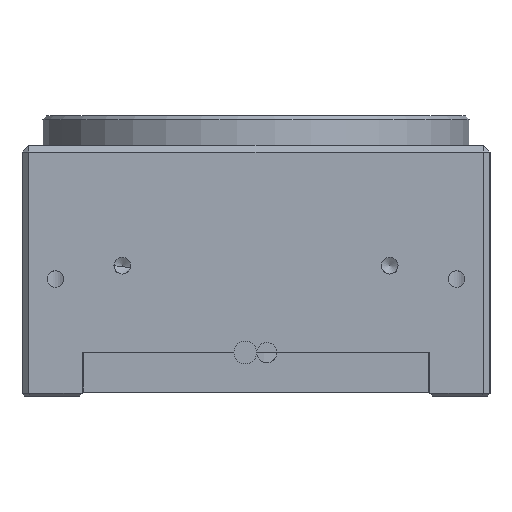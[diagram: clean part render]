
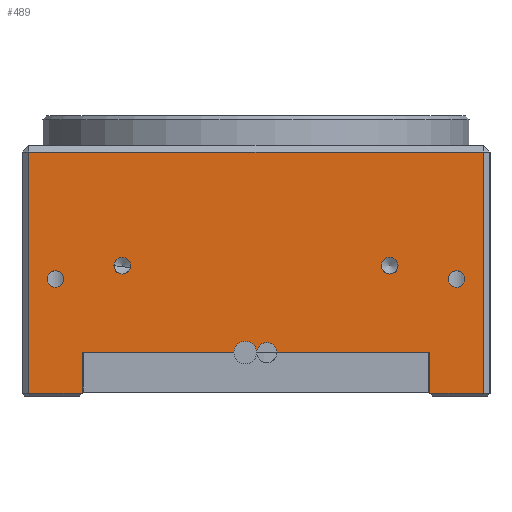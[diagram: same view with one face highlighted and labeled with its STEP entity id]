
A CAD part, left-side view. The second image highlights one B-rep face of the part: STEP entity #489.
In plain terms, the highlighted face is planar.
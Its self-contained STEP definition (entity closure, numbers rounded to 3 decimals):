
#489=ADVANCED_FACE('',(#830,#831,#832,#833,#834),#709,.F.);
#709=PLANE('',#3638);
#830=FACE_BOUND('',#1081,.T.);
#831=FACE_BOUND('',#1082,.T.);
#832=FACE_BOUND('',#1083,.T.);
#833=FACE_BOUND('',#1084,.T.);
#834=FACE_BOUND('',#1085,.T.);
#1081=EDGE_LOOP('',(#1596));
#1082=EDGE_LOOP('',(#1597));
#1083=EDGE_LOOP('',(#1598));
#1084=EDGE_LOOP('',(#1599));
#1085=EDGE_LOOP('',(#1600,#1601,#1602,#1603,#1604,#1605,#1606,#1607,#1608,
#1609,#1610,#1611));
#1436=CIRCLE('',#3632,0.625);
#1437=CIRCLE('',#3633,0.625);
#1438=CIRCLE('',#3634,0.625);
#1439=CIRCLE('',#3635,0.625);
#1440=CIRCLE('',#3636,0.75);
#1441=CIRCLE('',#3637,0.75);
#1596=ORIENTED_EDGE('',*,*,#2758,.T.);
#1597=ORIENTED_EDGE('',*,*,#2759,.T.);
#1598=ORIENTED_EDGE('',*,*,#2760,.T.);
#1599=ORIENTED_EDGE('',*,*,#2761,.T.);
#1600=ORIENTED_EDGE('',*,*,#2762,.F.);
#1601=ORIENTED_EDGE('',*,*,#2763,.T.);
#1602=ORIENTED_EDGE('',*,*,#2764,.T.);
#1603=ORIENTED_EDGE('',*,*,#2765,.T.);
#1604=ORIENTED_EDGE('',*,*,#2766,.T.);
#1605=ORIENTED_EDGE('',*,*,#2767,.T.);
#1606=ORIENTED_EDGE('',*,*,#2768,.F.);
#1607=ORIENTED_EDGE('',*,*,#2769,.T.);
#1608=ORIENTED_EDGE('',*,*,#2770,.F.);
#1609=ORIENTED_EDGE('',*,*,#2771,.T.);
#1610=ORIENTED_EDGE('',*,*,#2772,.F.);
#1611=ORIENTED_EDGE('',*,*,#2773,.T.);
#2444=VERTEX_POINT('',#5337);
#2445=VERTEX_POINT('',#5339);
#2446=VERTEX_POINT('',#5341);
#2447=VERTEX_POINT('',#5343);
#2448=VERTEX_POINT('',#5345);
#2449=VERTEX_POINT('',#5346);
#2450=VERTEX_POINT('',#5348);
#2451=VERTEX_POINT('',#5350);
#2452=VERTEX_POINT('',#5352);
#2453=VERTEX_POINT('',#5354);
#2454=VERTEX_POINT('',#5356);
#2455=VERTEX_POINT('',#5358);
#2456=VERTEX_POINT('',#5360);
#2457=VERTEX_POINT('',#5362);
#2458=VERTEX_POINT('',#5364);
#2459=VERTEX_POINT('',#5366);
#2758=EDGE_CURVE('',#2444,#2444,#1436,.T.);
#2759=EDGE_CURVE('',#2445,#2445,#1437,.T.);
#2760=EDGE_CURVE('',#2446,#2446,#1438,.T.);
#2761=EDGE_CURVE('',#2447,#2447,#1439,.T.);
#2762=EDGE_CURVE('',#2448,#2449,#3164,.T.);
#2763=EDGE_CURVE('',#2448,#2450,#3165,.T.);
#2764=EDGE_CURVE('',#2450,#2451,#3166,.T.);
#2765=EDGE_CURVE('',#2451,#2452,#3167,.T.);
#2766=EDGE_CURVE('',#2452,#2453,#3168,.T.);
#2767=EDGE_CURVE('',#2453,#2454,#3169,.T.);
#2768=EDGE_CURVE('',#2455,#2454,#3170,.T.);
#2769=EDGE_CURVE('',#2455,#2456,#3171,.T.);
#2770=EDGE_CURVE('',#2457,#2456,#1440,.T.);
#2771=EDGE_CURVE('',#2457,#2458,#3172,.T.);
#2772=EDGE_CURVE('',#2459,#2458,#1441,.T.);
#2773=EDGE_CURVE('',#2459,#2449,#3173,.T.);
#3164=LINE('',#5344,#3394);
#3165=LINE('',#5347,#3395);
#3166=LINE('',#5349,#3396);
#3167=LINE('',#5351,#3397);
#3168=LINE('',#5353,#3398);
#3169=LINE('',#5355,#3399);
#3170=LINE('',#5357,#3400);
#3171=LINE('',#5359,#3401);
#3172=LINE('',#5363,#3402);
#3173=LINE('',#5367,#3403);
#3394=VECTOR('',#4064,1.);
#3395=VECTOR('',#4065,1.);
#3396=VECTOR('',#4066,1.);
#3397=VECTOR('',#4067,1.);
#3398=VECTOR('',#4068,1.);
#3399=VECTOR('',#4069,1.);
#3400=VECTOR('',#4070,1.);
#3401=VECTOR('',#4071,1.);
#3402=VECTOR('',#4074,1.);
#3403=VECTOR('',#4077,1.);
#3632=AXIS2_PLACEMENT_3D('',#5336,#4056,#4057);
#3633=AXIS2_PLACEMENT_3D('',#5338,#4058,#4059);
#3634=AXIS2_PLACEMENT_3D('',#5340,#4060,#4061);
#3635=AXIS2_PLACEMENT_3D('',#5342,#4062,#4063);
#3636=AXIS2_PLACEMENT_3D('',#5361,#4072,#4073);
#3637=AXIS2_PLACEMENT_3D('',#5365,#4075,#4076);
#3638=AXIS2_PLACEMENT_3D('',#5368,#4078,#4079);
#4056=DIRECTION('',(0.,1.,0.));
#4057=DIRECTION('',(-1.,0.,0.));
#4058=DIRECTION('',(0.,1.,0.));
#4059=DIRECTION('',(-1.,0.,0.));
#4060=DIRECTION('',(0.,1.,0.));
#4061=DIRECTION('',(0.,0.,1.));
#4062=DIRECTION('',(0.,1.,0.));
#4063=DIRECTION('',(0.,0.,1.));
#4064=DIRECTION('',(0.,0.,1.));
#4065=DIRECTION('',(1.,0.,0.));
#4066=DIRECTION('',(0.,0.,1.));
#4067=DIRECTION('',(-1.,0.,0.));
#4068=DIRECTION('',(0.,0.,-1.));
#4069=DIRECTION('',(1.,0.,0.));
#4070=DIRECTION('',(0.,0.,-1.));
#4071=DIRECTION('',(1.,0.,0.));
#4072=DIRECTION('',(0.,-1.,0.));
#4073=DIRECTION('',(1.,0.,0.));
#4074=DIRECTION('',(1.,0.,0.));
#4075=DIRECTION('',(0.,-1.,0.));
#4076=DIRECTION('',(1.,0.,0.));
#4077=DIRECTION('',(1.,0.,0.));
#4078=DIRECTION('',(0.,1.,0.));
#4079=DIRECTION('',(-1.,0.,0.));
#5336=CARTESIAN_POINT('',(-10.,-20.,8.));
#5337=CARTESIAN_POINT('',(-10.625,-20.,8.));
#5338=CARTESIAN_POINT('',(10.,-20.,8.));
#5339=CARTESIAN_POINT('',(9.375,-20.,8.));
#5340=CARTESIAN_POINT('',(-15.,-20.,7.));
#5341=CARTESIAN_POINT('',(-15.,-20.,7.625));
#5342=CARTESIAN_POINT('',(15.,-20.,7.));
#5343=CARTESIAN_POINT('',(15.,-20.,7.625));
#5344=CARTESIAN_POINT('',(13.,-20.,14.));
#5345=CARTESIAN_POINT('',(13.,-20.,-1.55));
#5346=CARTESIAN_POINT('',(13.,-20.,1.5));
#5347=CARTESIAN_POINT('',(-17.5,-20.,-1.55));
#5348=CARTESIAN_POINT('',(17.,-20.,-1.55));
#5349=CARTESIAN_POINT('',(17.,-20.,14.));
#5350=CARTESIAN_POINT('',(17.,-20.,16.5));
#5351=CARTESIAN_POINT('',(-17.5,-20.,16.5));
#5352=CARTESIAN_POINT('',(-17.,-20.,16.5));
#5353=CARTESIAN_POINT('',(-17.,-20.,14.));
#5354=CARTESIAN_POINT('',(-17.,-20.,-1.55));
#5355=CARTESIAN_POINT('',(-17.5,-20.,-1.55));
#5356=CARTESIAN_POINT('',(-13.,-20.,-1.55));
#5357=CARTESIAN_POINT('',(-13.,-20.,14.));
#5358=CARTESIAN_POINT('',(-13.,-20.,1.5));
#5359=CARTESIAN_POINT('',(-17.5,-20.,1.5));
#5360=CARTESIAN_POINT('',(-1.55,-20.,1.5));
#5361=CARTESIAN_POINT('',(-0.8,-20.,1.5));
#5362=CARTESIAN_POINT('',(-0.05,-20.,1.5));
#5363=CARTESIAN_POINT('',(-17.5,-20.,1.5));
#5364=CARTESIAN_POINT('',(0.05,-20.,1.5));
#5365=CARTESIAN_POINT('',(0.8,-20.,1.5));
#5366=CARTESIAN_POINT('',(1.55,-20.,1.5));
#5367=CARTESIAN_POINT('',(-17.5,-20.,1.5));
#5368=CARTESIAN_POINT('',(-17.5,-20.,14.));
